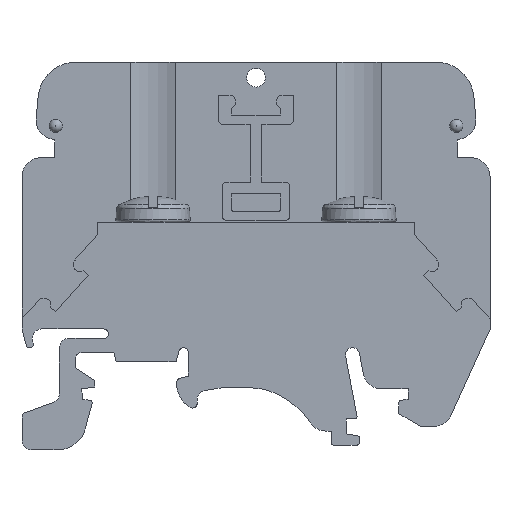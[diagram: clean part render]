
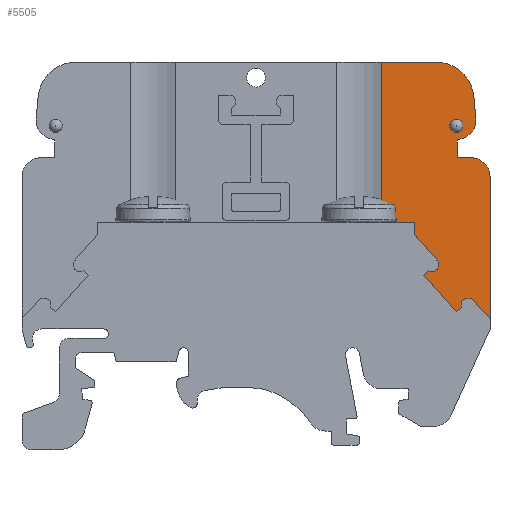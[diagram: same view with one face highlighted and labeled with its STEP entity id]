
A CAD part, front view. The second image highlights one B-rep face of the part: STEP entity #5505.
In plain terms, the highlighted planar face has unit normal (0, -1, 0).
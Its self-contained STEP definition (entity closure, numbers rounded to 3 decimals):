
#269=CIRCLE('',#5669,4.);
#271=CIRCLE('',#5673,2.);
#273=CIRCLE('',#5679,2.);
#274=CIRCLE('',#5681,0.7);
#276=CIRCLE('',#5684,0.75);
#278=CIRCLE('',#5694,0.75);
#1336=ORIENTED_EDGE('',*,*,#1833,.F.);
#1337=ORIENTED_EDGE('',*,*,#2105,.T.);
#1338=ORIENTED_EDGE('',*,*,#2100,.F.);
#1339=ORIENTED_EDGE('',*,*,#2091,.F.);
#1340=ORIENTED_EDGE('',*,*,#2094,.F.);
#1341=ORIENTED_EDGE('',*,*,#1836,.F.);
#1342=ORIENTED_EDGE('',*,*,#1840,.F.);
#1343=ORIENTED_EDGE('',*,*,#1843,.F.);
#1344=ORIENTED_EDGE('',*,*,#1846,.F.);
#1345=ORIENTED_EDGE('',*,*,#1849,.F.);
#1346=ORIENTED_EDGE('',*,*,#1852,.F.);
#1347=ORIENTED_EDGE('',*,*,#1855,.F.);
#1348=ORIENTED_EDGE('',*,*,#1858,.F.);
#1349=ORIENTED_EDGE('',*,*,#1861,.F.);
#1350=ORIENTED_EDGE('',*,*,#1862,.F.);
#1351=ORIENTED_EDGE('',*,*,#1867,.F.);
#1352=ORIENTED_EDGE('',*,*,#1831,.F.);
#1353=ORIENTED_EDGE('',*,*,#1828,.F.);
#1354=ORIENTED_EDGE('',*,*,#1825,.F.);
#1355=ORIENTED_EDGE('',*,*,#1822,.F.);
#1356=ORIENTED_EDGE('',*,*,#1819,.F.);
#1357=ORIENTED_EDGE('',*,*,#1816,.F.);
#1358=ORIENTED_EDGE('',*,*,#1813,.F.);
#1359=ORIENTED_EDGE('',*,*,#1811,.F.);
#1811=EDGE_CURVE('',#2312,#2307,#2639,.T.);
#1813=EDGE_CURVE('',#2307,#2314,#269,.T.);
#1816=EDGE_CURVE('',#2314,#2316,#2642,.T.);
#1819=EDGE_CURVE('',#2316,#2318,#271,.T.);
#1822=EDGE_CURVE('',#2318,#2320,#2646,.T.);
#1825=EDGE_CURVE('',#2320,#2322,#2649,.T.);
#1828=EDGE_CURVE('',#2322,#2324,#2652,.T.);
#1831=EDGE_CURVE('',#2324,#2326,#273,.T.);
#1833=EDGE_CURVE('',#2327,#2327,#274,.T.);
#1836=EDGE_CURVE('',#2330,#2331,#276,.T.);
#1840=EDGE_CURVE('',#2333,#2330,#2659,.T.);
#1843=EDGE_CURVE('',#2335,#2333,#2662,.T.);
#1846=EDGE_CURVE('',#2337,#2335,#2665,.T.);
#1849=EDGE_CURVE('',#2339,#2337,#2668,.T.);
#1852=EDGE_CURVE('',#2341,#2339,#2671,.T.);
#1855=EDGE_CURVE('',#2343,#2341,#2674,.T.);
#1858=EDGE_CURVE('',#2345,#2343,#2677,.T.);
#1861=EDGE_CURVE('',#2347,#2345,#278,.T.);
#1862=EDGE_CURVE('',#2348,#2347,#2679,.T.);
#1867=EDGE_CURVE('',#2326,#2348,#2684,.T.);
#2091=EDGE_CURVE('',#2499,#2501,#2856,.T.);
#2094=EDGE_CURVE('',#2331,#2499,#2859,.T.);
#2100=EDGE_CURVE('',#2501,#2505,#2863,.T.);
#2105=EDGE_CURVE('',#2312,#2505,#2866,.T.);
#2307=VERTEX_POINT('',#8080);
#2312=VERTEX_POINT('',#8090);
#2314=VERTEX_POINT('',#8096);
#2316=VERTEX_POINT('',#8102);
#2318=VERTEX_POINT('',#8108);
#2320=VERTEX_POINT('',#8114);
#2322=VERTEX_POINT('',#8120);
#2324=VERTEX_POINT('',#8126);
#2326=VERTEX_POINT('',#8132);
#2327=VERTEX_POINT('',#8136);
#2330=VERTEX_POINT('',#8142);
#2331=VERTEX_POINT('',#8144);
#2333=VERTEX_POINT('',#8150);
#2335=VERTEX_POINT('',#8156);
#2337=VERTEX_POINT('',#8162);
#2339=VERTEX_POINT('',#8168);
#2341=VERTEX_POINT('',#8174);
#2343=VERTEX_POINT('',#8180);
#2345=VERTEX_POINT('',#8186);
#2347=VERTEX_POINT('',#8192);
#2348=VERTEX_POINT('',#8196);
#2499=VERTEX_POINT('',#8650);
#2501=VERTEX_POINT('',#8653);
#2505=VERTEX_POINT('',#8669);
#2639=LINE('',#8091,#3002);
#2642=LINE('',#8101,#3005);
#2646=LINE('',#8113,#3009);
#2649=LINE('',#8119,#3012);
#2652=LINE('',#8125,#3015);
#2659=LINE('',#8151,#3022);
#2662=LINE('',#8157,#3025);
#2665=LINE('',#8163,#3028);
#2668=LINE('',#8169,#3031);
#2671=LINE('',#8175,#3034);
#2674=LINE('',#8181,#3037);
#2677=LINE('',#8187,#3040);
#2679=LINE('',#8195,#3042);
#2684=LINE('',#8205,#3047);
#2856=LINE('',#8652,#3219);
#2859=LINE('',#8657,#3222);
#2863=LINE('',#8668,#3226);
#2866=LINE('',#8678,#3229);
#3002=VECTOR('',#6265,1000.);
#3005=VECTOR('',#6276,1000.);
#3009=VECTOR('',#6288,1000.);
#3012=VECTOR('',#6293,1000.);
#3015=VECTOR('',#6298,1000.);
#3022=VECTOR('',#6323,1000.);
#3025=VECTOR('',#6328,1000.);
#3028=VECTOR('',#6333,1000.);
#3031=VECTOR('',#6338,1000.);
#3034=VECTOR('',#6343,1000.);
#3037=VECTOR('',#6348,1000.);
#3040=VECTOR('',#6353,1000.);
#3042=VECTOR('',#6363,1000.);
#3047=VECTOR('',#6370,1000.);
#3219=VECTOR('',#6794,1000.);
#3222=VECTOR('',#6799,1000.);
#3226=VECTOR('',#6811,1000.);
#3229=VECTOR('',#6820,1000.);
#3450=EDGE_LOOP('',(#1336));
#3451=EDGE_LOOP('',(#1337,#1338,#1339,#1340,#1341,#1342,#1343,#1344,#1345,
#1346,#1347,#1348,#1349,#1350,#1351,#1352,#1353,#1354,#1355,#1356,#1357,
#1358,#1359));
#3677=FACE_BOUND('',#3450,.T.);
#3678=FACE_BOUND('',#3451,.T.);
#3811=PLANE('',#5830);
#5505=ADVANCED_FACE('',(#3677,#3678),#3811,.T.);
#5669=AXIS2_PLACEMENT_3D('',#8095,#6270,#6271);
#5673=AXIS2_PLACEMENT_3D('',#8107,#6282,#6283);
#5679=AXIS2_PLACEMENT_3D('',#8131,#6304,#6305);
#5681=AXIS2_PLACEMENT_3D('',#8135,#6309,#6310);
#5684=AXIS2_PLACEMENT_3D('',#8143,#6316,#6317);
#5694=AXIS2_PLACEMENT_3D('',#8193,#6359,#6360);
#5830=AXIS2_PLACEMENT_3D('',#8677,#6818,#6819);
#6265=DIRECTION('',(1.,0.,0.));
#6270=DIRECTION('',(0.,1.,0.));
#6271=DIRECTION('',(1.,0.,0.));
#6276=DIRECTION('',(0.087,0.,-0.996));
#6282=DIRECTION('',(0.,1.,0.));
#6283=DIRECTION('',(-1.,0.,0.));
#6288=DIRECTION('',(-0.966,0.,-0.259));
#6293=DIRECTION('',(0.,0.,-1.));
#6298=DIRECTION('',(1.,0.,0.));
#6304=DIRECTION('',(0.,1.,0.));
#6305=DIRECTION('',(-1.,0.,0.));
#6309=DIRECTION('',(0.,-1.,0.));
#6310=DIRECTION('',(0.,0.,-1.));
#6316=DIRECTION('',(0.,-1.,0.));
#6317=DIRECTION('',(-1.,0.,0.));
#6323=DIRECTION('',(0.744,0.,0.668));
#6328=DIRECTION('',(0.99,0.,-0.14));
#6333=DIRECTION('',(0.744,0.,0.668));
#6338=DIRECTION('',(-0.668,0.,0.744));
#6343=DIRECTION('',(-0.744,0.,-0.668));
#6348=DIRECTION('',(0.033,0.,-0.999));
#6353=DIRECTION('',(-0.744,0.,-0.668));
#6359=DIRECTION('',(0.,-1.,0.));
#6360=DIRECTION('',(1.,0.,0.));
#6363=DIRECTION('',(-0.668,0.,0.744));
#6370=DIRECTION('',(0.,0.,-1.));
#6794=DIRECTION('',(0.,0.,1.));
#6799=DIRECTION('',(-0.668,0.,0.744));
#6811=DIRECTION('',(-1.,0.,0.));
#6818=DIRECTION('',(0.,-1.,0.));
#6819=DIRECTION('',(0.,0.,-1.));
#6820=DIRECTION('',(0.,0.,-1.));
#8080=CARTESIAN_POINT('',(19.29,-1.5,21.374));
#8090=CARTESIAN_POINT('',(13.398,-1.5,21.374));
#8091=CARTESIAN_POINT('',(-19.29,-1.5,21.374));
#8095=CARTESIAN_POINT('',(19.29,-1.5,17.374));
#8096=CARTESIAN_POINT('',(23.274,-1.5,17.723));
#8101=CARTESIAN_POINT('',(23.485,-1.5,15.317));
#8102=CARTESIAN_POINT('',(23.485,-1.5,15.317));
#8107=CARTESIAN_POINT('',(21.493,-1.5,15.143));
#8108=CARTESIAN_POINT('',(22.01,-1.5,13.211));
#8113=CARTESIAN_POINT('',(21.5,-1.5,13.074));
#8114=CARTESIAN_POINT('',(21.5,-1.5,13.074));
#8119=CARTESIAN_POINT('',(21.5,-1.5,13.074));
#8120=CARTESIAN_POINT('',(21.5,-1.5,11.174));
#8125=CARTESIAN_POINT('',(21.5,-1.5,11.174));
#8126=CARTESIAN_POINT('',(23.,-1.5,11.174));
#8131=CARTESIAN_POINT('',(23.,-1.5,9.174));
#8132=CARTESIAN_POINT('',(25.,-1.5,9.174));
#8135=CARTESIAN_POINT('',(21.4,-1.5,14.574));
#8136=CARTESIAN_POINT('',(21.4,-1.5,13.874));
#8142=CARTESIAN_POINT('',(19.278,-1.5,-0.813));
#8143=CARTESIAN_POINT('',(18.777,-1.5,-0.255));
#8144=CARTESIAN_POINT('',(19.335,-1.5,0.246));
#8150=CARTESIAN_POINT('',(19.062,-1.5,-1.007));
#8151=CARTESIAN_POINT('',(19.062,-1.5,-1.007));
#8156=CARTESIAN_POINT('',(18.48,-1.5,-0.925));
#8157=CARTESIAN_POINT('',(18.48,-1.5,-0.925));
#8162=CARTESIAN_POINT('',(17.936,-1.5,-1.414));
#8163=CARTESIAN_POINT('',(17.936,-1.5,-1.414));
#8168=CARTESIAN_POINT('',(21.41,-1.5,-5.283));
#8169=CARTESIAN_POINT('',(21.41,-1.5,-5.283));
#8174=CARTESIAN_POINT('',(21.955,-1.5,-4.794));
#8175=CARTESIAN_POINT('',(21.955,-1.5,-4.794));
#8180=CARTESIAN_POINT('',(21.935,-1.5,-4.206));
#8181=CARTESIAN_POINT('',(21.935,-1.5,-4.206));
#8186=CARTESIAN_POINT('',(22.151,-1.5,-4.012));
#8187=CARTESIAN_POINT('',(22.151,-1.5,-4.012));
#8192=CARTESIAN_POINT('',(23.21,-1.5,-4.069));
#8193=CARTESIAN_POINT('',(22.652,-1.5,-4.57));
#8195=CARTESIAN_POINT('',(17.362,-1.5,2.441));
#8196=CARTESIAN_POINT('',(25.,-1.5,-6.062));
#8205=CARTESIAN_POINT('',(25.,-1.5,9.174));
#8650=CARTESIAN_POINT('',(16.9,-1.5,2.956));
#8652=CARTESIAN_POINT('',(16.9,-1.5,3.973));
#8653=CARTESIAN_POINT('',(16.9,-1.5,3.973));
#8657=CARTESIAN_POINT('',(17.362,-1.5,2.441));
#8668=CARTESIAN_POINT('',(15.85,-1.5,3.973));
#8669=CARTESIAN_POINT('',(13.398,-1.5,3.973));
#8677=CARTESIAN_POINT('',(-16.619,-1.5,1.773));
#8678=CARTESIAN_POINT('',(13.398,-1.5,68.242));
